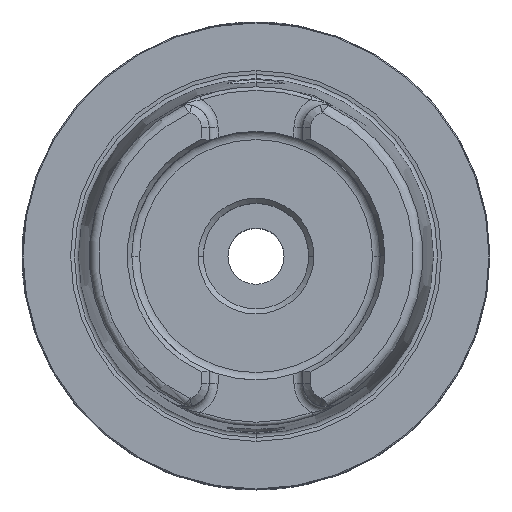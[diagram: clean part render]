
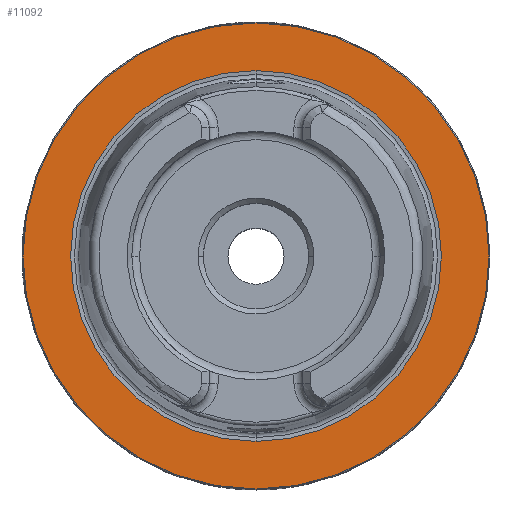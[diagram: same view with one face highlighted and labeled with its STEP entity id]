
A CAD part, top view. The second image highlights one B-rep face of the part: STEP entity #11092.
In plain terms, the highlighted planar face has unit normal (0, 0, 1).
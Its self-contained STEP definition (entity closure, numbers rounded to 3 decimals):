
#601 = CIRCLE ( 'NONE', #693, 39.59 ) ;
#657 = AXIS2_PLACEMENT_3D ( 'NONE', #2957, #8603, #3754 ) ;
#693 = AXIS2_PLACEMENT_3D ( 'NONE', #2349, #7982, #3158 ) ;
#833 = EDGE_LOOP ( 'NONE', ( #1307, #7852 ) ) ;
#1116 = ORIENTED_EDGE ( 'NONE', *, *, #10150, .T. ) ;
#1307 = ORIENTED_EDGE ( 'NONE', *, *, #6189, .T. ) ;
#1436 = DIRECTION ( 'NONE',  ( 0., 0., -1. ) ) ;
#1882 = CARTESIAN_POINT ( 'NONE',  ( 0., -49.765, 0. ) ) ;
#2286 = CARTESIAN_POINT ( 'NONE',  ( 0., 0., 0. ) ) ;
#2349 = CARTESIAN_POINT ( 'NONE',  ( 0., 0., 0. ) ) ;
#2471 = CIRCLE ( 'NONE', #657, 49.765 ) ;
#2935 = VERTEX_POINT ( 'NONE', #6092 ) ;
#2957 = CARTESIAN_POINT ( 'NONE',  ( 0., 0., 0. ) ) ;
#3104 = DIRECTION ( 'NONE',  ( 0., -1., 0. ) ) ;
#3158 = DIRECTION ( 'NONE',  ( 0., 1., 0. ) ) ;
#3737 = DIRECTION ( 'NONE',  ( 0., 0., 1. ) ) ;
#3754 = DIRECTION ( 'NONE',  ( 0., -1., 0. ) ) ;
#4203 = VERTEX_POINT ( 'NONE', #8139 ) ;
#5432 = AXIS2_PLACEMENT_3D ( 'NONE', #8577, #3737, #9521 ) ;
#6092 = CARTESIAN_POINT ( 'NONE',  ( 0., -39.59, 0. ) ) ;
#6185 = VERTEX_POINT ( 'NONE', #10698 ) ;
#6189 = EDGE_CURVE ( 'NONE', #2935, #6185, #601, .T. ) ;
#6244 = EDGE_CURVE ( 'NONE', #8225, #4203, #2471, .T. ) ;
#6341 = CARTESIAN_POINT ( 'NONE',  ( 0., 0., 0. ) ) ;
#7074 = EDGE_LOOP ( 'NONE', ( #7834, #1116 ) ) ;
#7163 = DIRECTION ( 'NONE',  ( 0., 1., 0. ) ) ;
#7834 = ORIENTED_EDGE ( 'NONE', *, *, #6244, .T. ) ;
#7852 = ORIENTED_EDGE ( 'NONE', *, *, #10173, .T. ) ;
#7929 = DIRECTION ( 'NONE',  ( 0., 0., 1. ) ) ;
#7982 = DIRECTION ( 'NONE',  ( 0., 0., -1. ) ) ;
#8139 = CARTESIAN_POINT ( 'NONE',  ( 0., 49.765, 0. ) ) ;
#8225 = VERTEX_POINT ( 'NONE', #1882 ) ;
#8307 = FACE_BOUND ( 'NONE', #833, .T. ) ;
#8577 = CARTESIAN_POINT ( 'NONE',  ( 0., 49.965, 0. ) ) ;
#8603 = DIRECTION ( 'NONE',  ( 0., 0., 1. ) ) ;
#8650 = CIRCLE ( 'NONE', #9341, 39.59 ) ;
#9341 = AXIS2_PLACEMENT_3D ( 'NONE', #6341, #1436, #7163 ) ;
#9382 = AXIS2_PLACEMENT_3D ( 'NONE', #2286, #7929, #3104 ) ;
#9521 = DIRECTION ( 'NONE',  ( 0., -1., 0. ) ) ;
#10150 = EDGE_CURVE ( 'NONE', #4203, #8225, #11174, .T. ) ;
#10173 = EDGE_CURVE ( 'NONE', #6185, #2935, #8650, .T. ) ;
#10412 = PLANE ( 'NONE',  #5432 ) ;
#10459 = FACE_OUTER_BOUND ( 'NONE', #7074, .T. ) ;
#10698 = CARTESIAN_POINT ( 'NONE',  ( 0., 39.59, 0. ) ) ;
#11092 = ADVANCED_FACE ( 'NONE', ( #10459, #8307 ), #10412, .T. ) ;
#11174 = CIRCLE ( 'NONE', #9382, 49.765 ) ;
